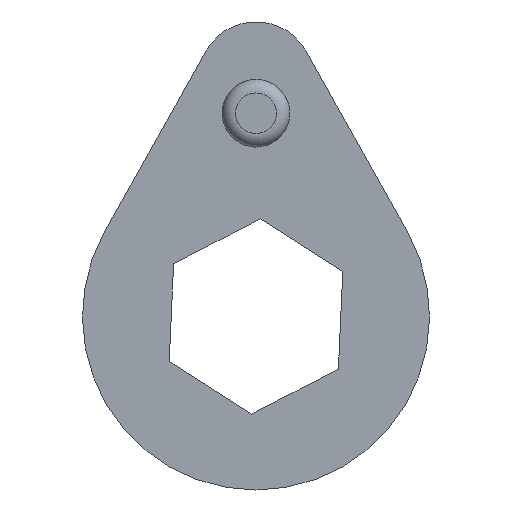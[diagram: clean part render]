
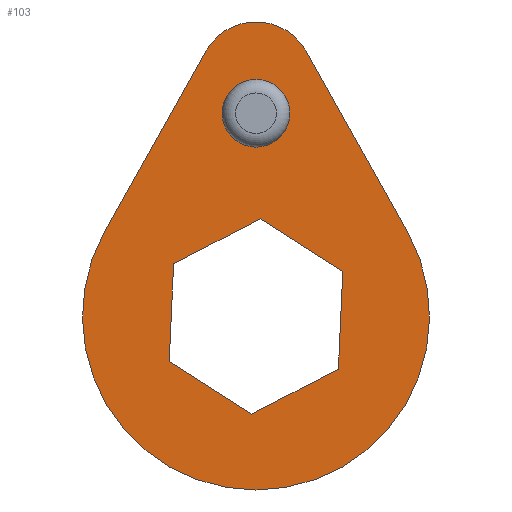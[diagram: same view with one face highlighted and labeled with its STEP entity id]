
A CAD part, left-side view. The second image highlights one B-rep face of the part: STEP entity #103.
In plain terms, the highlighted planar face has unit normal (-1, 0, 0).
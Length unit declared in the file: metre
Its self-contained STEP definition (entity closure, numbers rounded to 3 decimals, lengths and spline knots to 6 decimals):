
#103 = ADVANCED_FACE( '', ( #219, #220, #221 ), #222, .T. );
#219 = FACE_BOUND( '', #347, .T. );
#220 = FACE_OUTER_BOUND( '', #348, .T. );
#221 = FACE_BOUND( '', #349, .T. );
#222 = PLANE( '', #350 );
#347 = EDGE_LOOP( '', ( #545 ) );
#348 = EDGE_LOOP( '', ( #546, #547, #548, #549 ) );
#349 = EDGE_LOOP( '', ( #550, #551, #552, #553, #554, #555 ) );
#350 = AXIS2_PLACEMENT_3D( '', #556, #557, #558 );
#545 = ORIENTED_EDGE( '', *, *, #738, .T. );
#546 = ORIENTED_EDGE( '', *, *, #747, .F. );
#547 = ORIENTED_EDGE( '', *, *, #732, .T. );
#548 = ORIENTED_EDGE( '', *, *, #728, .F. );
#549 = ORIENTED_EDGE( '', *, *, #717, .F. );
#550 = ORIENTED_EDGE( '', *, *, #748, .T. );
#551 = ORIENTED_EDGE( '', *, *, #709, .T. );
#552 = ORIENTED_EDGE( '', *, *, #749, .T. );
#553 = ORIENTED_EDGE( '', *, *, #750, .T. );
#554 = ORIENTED_EDGE( '', *, *, #690, .T. );
#555 = ORIENTED_EDGE( '', *, *, #751, .T. );
#556 = CARTESIAN_POINT( '', ( -0.144556, -2.412563, 0.630953 ) );
#557 = DIRECTION( '', ( -1., 0., 0. ) );
#558 = DIRECTION( '', ( 0., -1., 0. ) );
#690 = EDGE_CURVE( '', #808, #806, #809, .T. );
#709 = EDGE_CURVE( '', #840, #838, #841, .T. );
#717 = EDGE_CURVE( '', #852, #854, #855, .T. );
#728 = EDGE_CURVE( '', #854, #871, #872, .T. );
#732 = EDGE_CURVE( '', #877, #871, #878, .T. );
#738 = EDGE_CURVE( '', #884, #884, #885, .T. );
#747 = EDGE_CURVE( '', #877, #852, #897, .T. );
#748 = EDGE_CURVE( '', #898, #840, #899, .T. );
#749 = EDGE_CURVE( '', #838, #900, #901, .T. );
#750 = EDGE_CURVE( '', #900, #808, #902, .T. );
#751 = EDGE_CURVE( '', #806, #898, #903, .T. );
#806 = VERTEX_POINT( '', #969 );
#808 = VERTEX_POINT( '', #972 );
#809 = LINE( '', #973, #974 );
#838 = VERTEX_POINT( '', #1014 );
#840 = VERTEX_POINT( '', #1017 );
#841 = LINE( '', #1018, #1019 );
#852 = VERTEX_POINT( '', #1032 );
#854 = VERTEX_POINT( '', #1035 );
#855 = LINE( '', #1036, #1037 );
#871 = VERTEX_POINT( '', #1057 );
#872 = CIRCLE( '', #1058, 0.03254 );
#877 = VERTEX_POINT( '', #1065 );
#878 = LINE( '', #1066, #1067 );
#884 = VERTEX_POINT( '', #1074 );
#885 = CIRCLE( '', #1075, 0.00635 );
#897 = CIRCLE( '', #1090, 0.010795 );
#898 = VERTEX_POINT( '', #1091 );
#899 = LINE( '', #1092, #1093 );
#900 = VERTEX_POINT( '', #1094 );
#901 = LINE( '', #1095, #1096 );
#902 = LINE( '', #1097, #1098 );
#903 = LINE( '', #1099, #1100 );
#969 = CARTESIAN_POINT( '', ( -0.144556, -2.428833, 0.628044 ) );
#972 = CARTESIAN_POINT( '', ( -0.144556, -2.413385, 0.637912 ) );
#973 = CARTESIAN_POINT( '', ( -0.144556, -2.421109, 0.632978 ) );
#974 = VECTOR( '', #1155, 1. );
#1014 = CARTESIAN_POINT( '', ( -0.144556, -2.396292, 0.611156 ) );
#1017 = CARTESIAN_POINT( '', ( -0.144556, -2.41174, 0.601288 ) );
#1018 = CARTESIAN_POINT( '', ( -0.144556, -2.404016, 0.606222 ) );
#1019 = VECTOR( '', #1177, 1. );
#1032 = CARTESIAN_POINT( '', ( -0.144556, -2.421978, 0.669331 ) );
#1035 = CARTESIAN_POINT( '', ( -0.144556, -2.440943, 0.635519 ) );
#1036 = CARTESIAN_POINT( '', ( -0.144556, -2.43146, 0.652425 ) );
#1037 = VECTOR( '', #1187, 1. );
#1057 = CARTESIAN_POINT( '', ( -0.144556, -2.384182, 0.635519 ) );
#1058 = AXIS2_PLACEMENT_3D( '', #1201, #1202, #1203 );
#1065 = CARTESIAN_POINT( '', ( -0.144556, -2.403148, 0.669331 ) );
#1066 = CARTESIAN_POINT( '', ( -0.144556, -2.393665, 0.652425 ) );
#1067 = VECTOR( '', #1206, 1. );
#1074 = CARTESIAN_POINT( '', ( -0.144556, -2.418913, 0.6577 ) );
#1075 = AXIS2_PLACEMENT_3D( '', #1211, #1212, #1213 );
#1090 = AXIS2_PLACEMENT_3D( '', #1220, #1221, #1222 );
#1091 = CARTESIAN_POINT( '', ( -0.144556, -2.42801, 0.609731 ) );
#1092 = CARTESIAN_POINT( '', ( -0.144556, -2.419875, 0.60551 ) );
#1093 = VECTOR( '', #1223, 1. );
#1094 = CARTESIAN_POINT( '', ( -0.144556, -2.397115, 0.629469 ) );
#1095 = CARTESIAN_POINT( '', ( -0.144556, -2.396704, 0.620313 ) );
#1096 = VECTOR( '', #1224, 1. );
#1097 = CARTESIAN_POINT( '', ( -0.144556, -2.40525, 0.633691 ) );
#1098 = VECTOR( '', #1225, 1. );
#1099 = CARTESIAN_POINT( '', ( -0.144556, -2.428422, 0.618888 ) );
#1100 = VECTOR( '', #1226, 1. );
#1155 = DIRECTION( '', ( 0., -0.843, -0.538 ) );
#1177 = DIRECTION( '', ( 0., 0.843, 0.538 ) );
#1187 = DIRECTION( '', ( 0., -0.489, -0.872 ) );
#1201 = CARTESIAN_POINT( '', ( -0.144556, -2.412563, 0.6196 ) );
#1202 = DIRECTION( '', ( 1., 0., 0. ) );
#1203 = DIRECTION( '', ( 0., -1., 0. ) );
#1206 = DIRECTION( '', ( 0., 0.489, -0.872 ) );
#1211 = CARTESIAN_POINT( '', ( -0.144556, -2.412563, 0.6577 ) );
#1212 = DIRECTION( '', ( 1., 0., 0. ) );
#1213 = DIRECTION( '', ( 0., -1., 0. ) );
#1220 = CARTESIAN_POINT( '', ( -0.144556, -2.412563, 0.66405 ) );
#1221 = DIRECTION( '', ( 1., 0., 0. ) );
#1222 = DIRECTION( '', ( 0., -1., 0. ) );
#1223 = DIRECTION( '', ( 0., 0.888, -0.461 ) );
#1224 = DIRECTION( '', ( 0., -0.045, 0.999 ) );
#1225 = DIRECTION( '', ( 0., -0.888, 0.461 ) );
#1226 = DIRECTION( '', ( 0., 0.045, -0.999 ) );
